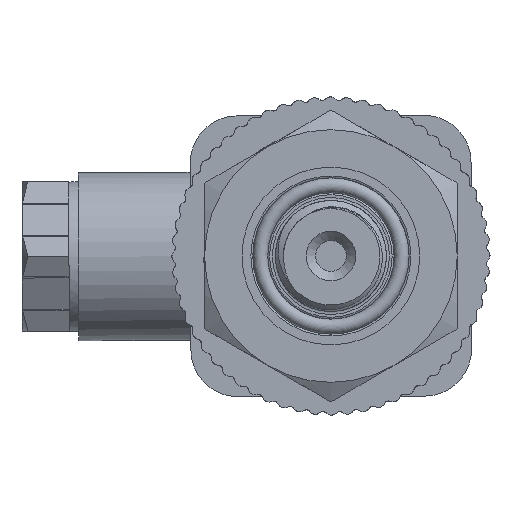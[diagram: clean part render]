
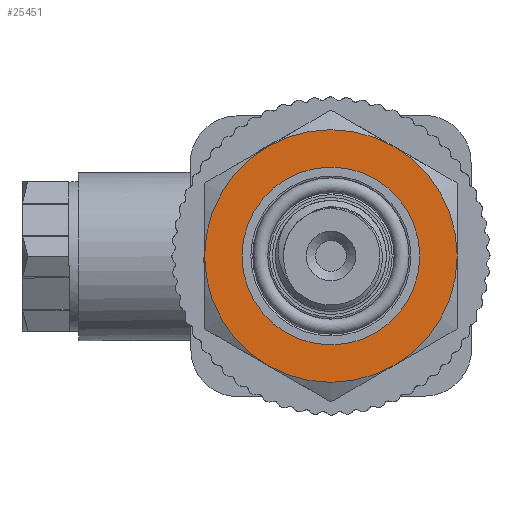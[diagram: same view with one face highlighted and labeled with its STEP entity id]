
A CAD part, left-side view. The second image highlights one B-rep face of the part: STEP entity #25451.
In plain terms, the highlighted face is planar.
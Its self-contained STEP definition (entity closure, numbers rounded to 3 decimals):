
#507=FACE_BOUND('',#4548,.T.);
#1651=PLANE('',#26873);
#3055=FACE_OUTER_BOUND('',#4547,.T.);
#4547=EDGE_LOOP('',(#23838));
#4548=EDGE_LOOP('',(#23839));
#4970=CIRCLE('',#26836,13.5);
#4993=CIRCLE('',#26874,9.5);
#12466=VERTEX_POINT('',#63290);
#12484=VERTEX_POINT('',#63353);
#16240=EDGE_CURVE('',#12466,#12466,#4970,.T.);
#16270=EDGE_CURVE('',#12484,#12484,#4993,.T.);
#23838=ORIENTED_EDGE('',*,*,#16240,.T.);
#23839=ORIENTED_EDGE('',*,*,#16270,.F.);
#25451=ADVANCED_FACE('',(#3055,#507),#1651,.T.);
#26836=AXIS2_PLACEMENT_3D('',#63291,#31358,#31359);
#26873=AXIS2_PLACEMENT_3D('',#63352,#31439,#31440);
#26874=AXIS2_PLACEMENT_3D('',#63354,#31441,#31442);
#31358=DIRECTION('center_axis',(1.,0.,0.));
#31359=DIRECTION('ref_axis',(0.,0.,-1.));
#31439=DIRECTION('center_axis',(1.,0.,0.));
#31440=DIRECTION('ref_axis',(0.,0.,-1.));
#31441=DIRECTION('center_axis',(1.,0.,0.));
#31442=DIRECTION('ref_axis',(0.,0.,-1.));
#63290=CARTESIAN_POINT('',(-14.,-13.5,0.));
#63291=CARTESIAN_POINT('Origin',(-14.,0.,0.));
#63352=CARTESIAN_POINT('Origin',(-14.,9.5,0.));
#63353=CARTESIAN_POINT('',(-14.,-9.5,0.));
#63354=CARTESIAN_POINT('Origin',(-14.,0.,0.));
